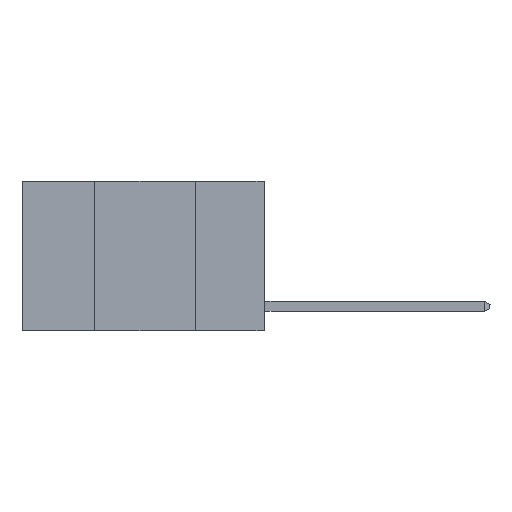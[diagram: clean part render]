
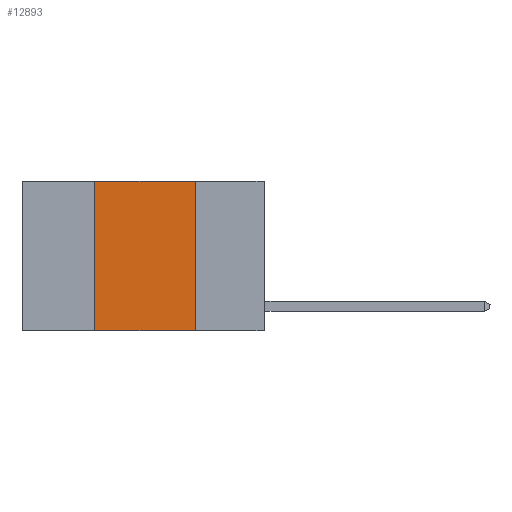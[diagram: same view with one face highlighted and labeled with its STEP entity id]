
A CAD part, left-side view. The second image highlights one B-rep face of the part: STEP entity #12893.
In plain terms, the highlighted planar face has unit normal (-1, 0, 0).
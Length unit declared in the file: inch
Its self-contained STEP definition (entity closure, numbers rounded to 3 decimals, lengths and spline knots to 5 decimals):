
#886 = EDGE_CURVE ( 'NONE', #12302, #6836, #8049, .T. ) ;
#995 = AXIS2_PLACEMENT_3D ( 'NONE', #6107, #8200, #1843 ) ;
#1192 = DIRECTION ( 'NONE',  ( 0., -1., 0. ) ) ;
#1793 = DIRECTION ( 'NONE',  ( 0., -1., 0. ) ) ;
#1843 = DIRECTION ( 'NONE',  ( 0., 0., -1. ) ) ;
#1881 = CARTESIAN_POINT ( 'NONE',  ( 0., 0.17, 0. ) ) ;
#2013 = VECTOR ( 'NONE', #1192, 39.37008 ) ;
#2867 = VERTEX_POINT ( 'NONE', #8440 ) ;
#3001 = DIRECTION ( 'NONE',  ( 0., 0., -1. ) ) ;
#3903 = EDGE_CURVE ( 'NONE', #6563, #2867, #10510, .T. ) ;
#3917 = CARTESIAN_POINT ( 'NONE',  ( 0., 0.42, 0. ) ) ;
#4276 = LINE ( 'NONE', #5951, #9877 ) ;
#5074 = PLANE ( 'NONE',  #995 ) ;
#5333 = EDGE_CURVE ( 'NONE', #6563, #12302, #4276, .T. ) ;
#5395 = VECTOR ( 'NONE', #3001, 39.37008 ) ;
#5841 = ORIENTED_EDGE ( 'NONE', *, *, #886, .F. ) ;
#5951 = CARTESIAN_POINT ( 'NONE',  ( 0., 0.42, 0. ) ) ;
#6107 = CARTESIAN_POINT ( 'NONE',  ( 0., 0.6, 0. ) ) ;
#6563 = VERTEX_POINT ( 'NONE', #6825 ) ;
#6715 = EDGE_CURVE ( 'NONE', #6836, #2867, #11018, .T. ) ;
#6825 = CARTESIAN_POINT ( 'NONE',  ( 0., 0.42, -0.37 ) ) ;
#6836 = VERTEX_POINT ( 'NONE', #8436 ) ;
#6985 = DIRECTION ( 'NONE',  ( 0., 0., 1. ) ) ;
#7102 = CARTESIAN_POINT ( 'NONE',  ( 0., 0.6, 0. ) ) ;
#8049 = LINE ( 'NONE', #7102, #10573 ) ;
#8200 = DIRECTION ( 'NONE',  ( 1., 0., 0. ) ) ;
#8436 = CARTESIAN_POINT ( 'NONE',  ( 0., 0.17, 0. ) ) ;
#8440 = CARTESIAN_POINT ( 'NONE',  ( 0., 0.17, -0.37 ) ) ;
#8960 = ORIENTED_EDGE ( 'NONE', *, *, #5333, .F. ) ;
#9722 = CARTESIAN_POINT ( 'NONE',  ( 0., 0.6, -0.37 ) ) ;
#9877 = VECTOR ( 'NONE', #6985, 39.37008 ) ;
#9894 = FACE_OUTER_BOUND ( 'NONE', #13038, .T. ) ;
#10510 = LINE ( 'NONE', #9722, #2013 ) ;
#10573 = VECTOR ( 'NONE', #1793, 39.37008 ) ;
#11018 = LINE ( 'NONE', #1881, #5395 ) ;
#11789 = ORIENTED_EDGE ( 'NONE', *, *, #3903, .T. ) ;
#12302 = VERTEX_POINT ( 'NONE', #3917 ) ;
#12893 = ADVANCED_FACE ( 'NONE', ( #9894 ), #5074, .F. ) ;
#13038 = EDGE_LOOP ( 'NONE', ( #13577, #5841, #8960, #11789 ) ) ;
#13577 = ORIENTED_EDGE ( 'NONE', *, *, #6715, .F. ) ;
